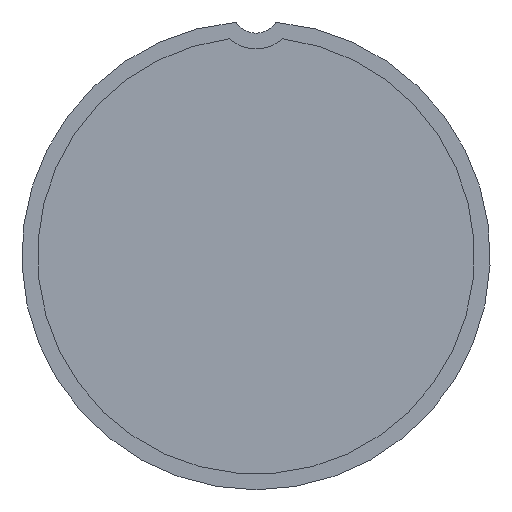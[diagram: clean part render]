
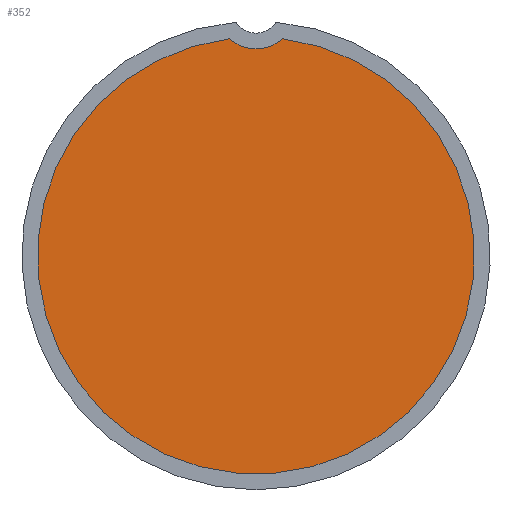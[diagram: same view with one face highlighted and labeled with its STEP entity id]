
A CAD part, front view. The second image highlights one B-rep face of the part: STEP entity #352.
In plain terms, the highlighted planar face has unit normal (0, -1, 0).
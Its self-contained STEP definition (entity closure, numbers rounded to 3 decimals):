
#173=CARTESIAN_POINT('',(0.,-0.4,0.));
#174=DIRECTION('',(0.,-1.,0.));
#175=DIRECTION('',(-0.121,0.,0.993));
#176=AXIS2_PLACEMENT_3D('',#173,#174,#175);
#196=CARTESIAN_POINT('',(0.,-0.4,6.248));
#197=DIRECTION('',(0.,1.,0.));
#198=DIRECTION('',(0.672,0.,-0.741));
#199=AXIS2_PLACEMENT_3D('',#196,#197,#198);
#226=CARTESIAN_POINT('',(0.672,-0.4,5.507));
#227=CARTESIAN_POINT('',(-0.672,-0.4,5.507));
#228=VERTEX_POINT('',#226);
#229=VERTEX_POINT('',#227);
#342=CARTESIAN_POINT('',(0.,-0.4,0.));
#343=DIRECTION('',(0.,1.,0.));
#344=DIRECTION('',(0.,0.,-1.));
#345=AXIS2_PLACEMENT_3D('',#342,#343,#344);
#346=PLANE('',#345);
#347=ORIENTED_EDGE('',*,*,#332,.F.);
#349=ORIENTED_EDGE('',*,*,#348,.F.);
#350=EDGE_LOOP('',(#347,#349));
#351=FACE_OUTER_BOUND('',#350,.F.);
#352=ADVANCED_FACE('',(#351),#346,.F.);
#177=CIRCLE('',#176,5.548);
#200=CIRCLE('',#199,1.);
#332=EDGE_CURVE('',#229,#228,#177,.T.);
#348=EDGE_CURVE('',#228,#229,#200,.T.);
